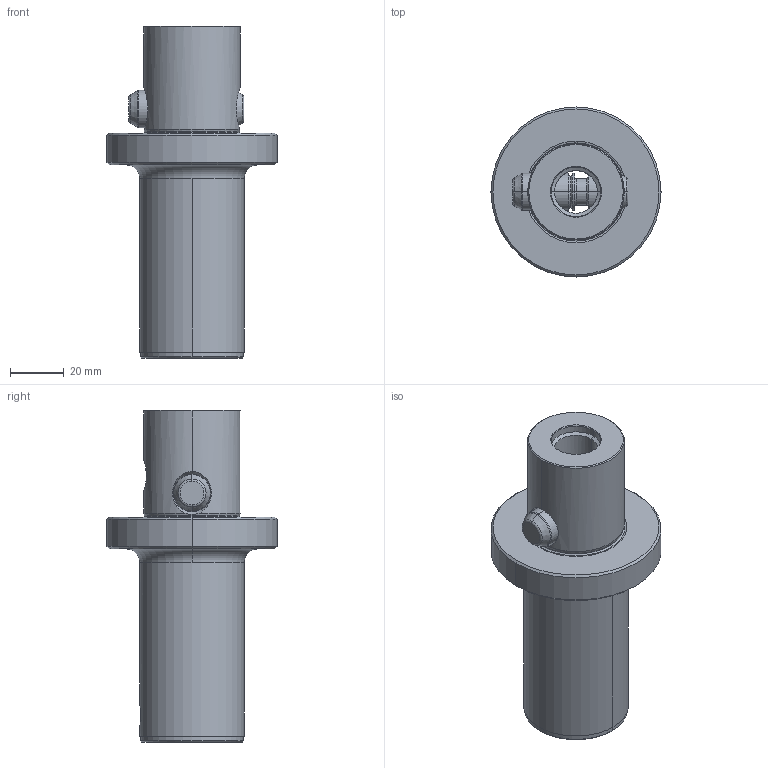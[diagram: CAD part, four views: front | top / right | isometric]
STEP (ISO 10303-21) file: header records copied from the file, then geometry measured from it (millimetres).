
FILE_DESCRIPTION(('no description'),'unknown implementation level');
FILE_NAME('DAD1ACB8-1B97-4023-ABF4-33C6D52D3202_export.stp',' ',('CIMSOURCE GmbH'),('CADClick - KiM GmbH - www.kimweb.de'),'unknown preprocess','ACIS','unknown authorization');
FILE_SCHEMA(('automotive_design'));
Length unit declared in the file: millimetre
Products named in the file (3): 332.645 Kaiser CKS6 X CKS4 X 115B|332.645 Kaiser CKS6 X CKS4 X 115B_Standard;NONE; 332.645 Kaiser CKS6 X CKS4 X 115B|690.434 Kaiser ETL M8 X 11 CK4_Standard;NONE; 332.645 Kaiser CKS6 X CKS4 X 115B|691.506 Kaiser ETL �14 X 43K_Standard|691.526 Mitnehmerbolzen_Standard;NONE
Bounding box: 63.5 x 63.5 x 124 mm (x, y, z)
Volume: 135468.6 mm3; surface area: 31530.9 mm2
Topology: 3 solids, 3 shells, 160 faces, 361 edges, 209 vertices
Faces by surface type: cone 52, cylinder 46, plane 37, torus 22, bspline 3
Entity records: 9503 total; most frequent: CARTESIAN_POINT 1694, DIRECTION 831, STYLED_ITEM 729, PRESENTATION_STYLE_ASSIGNMENT 729, COLOUR_RGB 729, ORIENTED_EDGE 714, EDGE_CURVE 357, CURVE_STYLE 357
